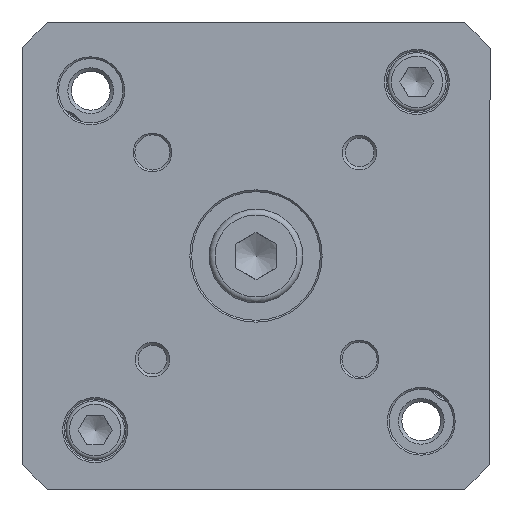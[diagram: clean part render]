
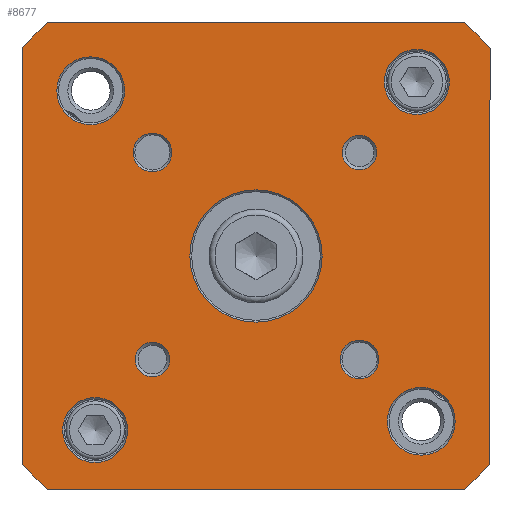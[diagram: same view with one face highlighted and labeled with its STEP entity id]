
A CAD part, front view. The second image highlights one B-rep face of the part: STEP entity #8677.
In plain terms, the highlighted planar face has unit normal (0, -1, 0).
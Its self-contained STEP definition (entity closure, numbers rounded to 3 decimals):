
#8499=CARTESIAN_POINT('',(-11.3,-111.55,0.));
#8500=VERTEX_POINT('',#8499);
#8501=CARTESIAN_POINT('',(0.,-111.55,0.));
#8502=DIRECTION('',(0.0,-1.0,0.0));
#8503=DIRECTION('',(1.0,0.0,0.0));
#8504=AXIS2_PLACEMENT_3D('',#8501,#8502,#8503);
#8505=CIRCLE('',#8504,11.3);
#8506=EDGE_CURVE('',#8500,#8500,#8505,.T.);
#8511=CARTESIAN_POINT('',(0.,-111.55,0.));
#8512=DIRECTION('',(0.0,-1.0,0.0));
#8513=DIRECTION('',(0.0,0.0,-1.0));
#8514=AXIS2_PLACEMENT_3D('',#8511,#8512,#8513);
#8515=PLANE('',#8514);
#8516=CARTESIAN_POINT('',(-40.,-111.55,35.528));
#8517=VERTEX_POINT('',#8516);
#8518=CARTESIAN_POINT('',(-35.528,-111.55,40.0));
#8519=VERTEX_POINT('',#8518);
#8520=CARTESIAN_POINT('',(0.,-111.55,0.));
#8521=DIRECTION('',(0.0,1.0,0.0));
#8522=DIRECTION('',(-0.664,0.0,0.748));
#8523=AXIS2_PLACEMENT_3D('',#8520,#8521,#8522);
#8524=CIRCLE('',#8523,53.5);
#8525=EDGE_CURVE('',#8517,#8519,#8524,.T.);
#8526=ORIENTED_EDGE('',*,*,#8525,.F.);
#8527=CARTESIAN_POINT('',(-40.,-111.55,-35.528));
#8528=VERTEX_POINT('',#8527);
#8529=CARTESIAN_POINT('',(-40.,-111.55,-35.528));
#8530=DIRECTION('',(0.0,0.0,1.0));
#8531=VECTOR('',#8530,71.056);
#8532=LINE('',#8529,#8531);
#8533=EDGE_CURVE('',#8528,#8517,#8532,.T.);
#8534=ORIENTED_EDGE('',*,*,#8533,.F.);
#8535=CARTESIAN_POINT('',(-35.528,-111.55,-40.));
#8536=VERTEX_POINT('',#8535);
#8537=CARTESIAN_POINT('',(0.,-111.55,0.));
#8538=DIRECTION('',(0.0,1.0,0.0));
#8539=DIRECTION('',(-0.748,0.0,-0.664));
#8540=AXIS2_PLACEMENT_3D('',#8537,#8538,#8539);
#8541=CIRCLE('',#8540,53.5);
#8542=EDGE_CURVE('',#8536,#8528,#8541,.T.);
#8543=ORIENTED_EDGE('',*,*,#8542,.F.);
#8544=CARTESIAN_POINT('',(35.528,-111.55,-40.));
#8545=VERTEX_POINT('',#8544);
#8546=CARTESIAN_POINT('',(35.528,-111.55,-40.));
#8547=DIRECTION('',(-1.0,0.0,0.0));
#8548=VECTOR('',#8547,71.056);
#8549=LINE('',#8546,#8548);
#8550=EDGE_CURVE('',#8545,#8536,#8549,.T.);
#8551=ORIENTED_EDGE('',*,*,#8550,.F.);
#8552=CARTESIAN_POINT('',(40.,-111.55,-35.528));
#8553=VERTEX_POINT('',#8552);
#8554=CARTESIAN_POINT('',(0.,-111.55,0.));
#8555=DIRECTION('',(0.0,1.0,0.0));
#8556=DIRECTION('',(0.664,0.0,-0.748));
#8557=AXIS2_PLACEMENT_3D('',#8554,#8555,#8556);
#8558=CIRCLE('',#8557,53.5);
#8559=EDGE_CURVE('',#8553,#8545,#8558,.T.);
#8560=ORIENTED_EDGE('',*,*,#8559,.F.);
#8561=CARTESIAN_POINT('',(40.,-111.55,35.528));
#8562=VERTEX_POINT('',#8561);
#8563=CARTESIAN_POINT('',(40.,-111.55,35.528));
#8564=DIRECTION('',(0.0,0.0,-1.0));
#8565=VECTOR('',#8564,71.056);
#8566=LINE('',#8563,#8565);
#8567=EDGE_CURVE('',#8562,#8553,#8566,.T.);
#8568=ORIENTED_EDGE('',*,*,#8567,.F.);
#8569=CARTESIAN_POINT('',(35.528,-111.55,40.));
#8570=VERTEX_POINT('',#8569);
#8571=CARTESIAN_POINT('',(0.,-111.55,0.));
#8572=DIRECTION('',(0.0,1.0,0.0));
#8573=DIRECTION('',(0.748,0.0,0.664));
#8574=AXIS2_PLACEMENT_3D('',#8571,#8572,#8573);
#8575=CIRCLE('',#8574,53.5);
#8576=EDGE_CURVE('',#8570,#8562,#8575,.T.);
#8577=ORIENTED_EDGE('',*,*,#8576,.F.);
#8578=CARTESIAN_POINT('',(-35.528,-111.55,40.0));
#8579=DIRECTION('',(1.0,0.0,0.0));
#8580=VECTOR('',#8579,71.056);
#8581=LINE('',#8578,#8580);
#8582=EDGE_CURVE('',#8519,#8570,#8581,.T.);
#8583=ORIENTED_EDGE('',*,*,#8582,.F.);
#8584=EDGE_LOOP('',(#8526,#8534,#8543,#8551,#8560,#8568,#8577,#8583));
#8585=FACE_OUTER_BOUND('',#8584,.T.);
#8586=CARTESIAN_POINT('',(-33.05,-111.55,-29.75));
#8587=VERTEX_POINT('',#8586);
#8588=CARTESIAN_POINT('',(-27.5,-111.55,-29.75));
#8589=DIRECTION('',(0.0,-1.0,0.0));
#8590=DIRECTION('',(1.0,0.0,0.0));
#8591=AXIS2_PLACEMENT_3D('',#8588,#8589,#8590);
#8592=CIRCLE('',#8591,5.55);
#8593=EDGE_CURVE('',#8587,#8587,#8592,.T.);
#8594=ORIENTED_EDGE('',*,*,#8593,.F.);
#8595=EDGE_LOOP('',(#8594));
#8596=FACE_BOUND('',#8595,.T.);
#8597=CARTESIAN_POINT('',(20.659,-111.55,17.7));
#8598=VERTEX_POINT('',#8597);
#8599=CARTESIAN_POINT('',(17.7,-111.55,17.7));
#8600=DIRECTION('',(0.0,-1.0,0.0));
#8601=DIRECTION('',(-1.0,0.0,0.0));
#8602=AXIS2_PLACEMENT_3D('',#8599,#8600,#8601);
#8603=CIRCLE('',#8602,2.959);
#8604=EDGE_CURVE('',#8598,#8598,#8603,.T.);
#8605=ORIENTED_EDGE('',*,*,#8604,.F.);
#8606=EDGE_LOOP('',(#8605));
#8607=FACE_BOUND('',#8606,.T.);
#8608=CARTESIAN_POINT('',(22.45,-111.55,-28.25));
#8609=VERTEX_POINT('',#8608);
#8610=CARTESIAN_POINT('',(28.25,-111.55,-28.25));
#8611=DIRECTION('',(0.0,-1.0,0.0));
#8612=DIRECTION('',(1.0,0.0,0.0));
#8613=AXIS2_PLACEMENT_3D('',#8610,#8611,#8612);
#8614=CIRCLE('',#8613,5.8);
#8615=EDGE_CURVE('',#8609,#8609,#8614,.T.);
#8616=ORIENTED_EDGE('',*,*,#8615,.F.);
#8617=EDGE_LOOP('',(#8616));
#8618=FACE_BOUND('',#8617,.T.);
#8619=CARTESIAN_POINT('',(14.4,-111.55,-17.7));
#8620=VERTEX_POINT('',#8619);
#8621=CARTESIAN_POINT('',(17.7,-111.55,-17.7));
#8622=DIRECTION('',(0.0,-1.0,0.0));
#8623=DIRECTION('',(1.0,0.0,0.0));
#8624=AXIS2_PLACEMENT_3D('',#8621,#8622,#8623);
#8625=CIRCLE('',#8624,3.3);
#8626=EDGE_CURVE('',#8620,#8620,#8625,.T.);
#8627=ORIENTED_EDGE('',*,*,#8626,.F.);
#8628=EDGE_LOOP('',(#8627));
#8629=FACE_BOUND('',#8628,.T.);
#8630=CARTESIAN_POINT('',(-21.0,-111.55,17.7));
#8631=VERTEX_POINT('',#8630);
#8632=CARTESIAN_POINT('',(-17.7,-111.55,17.7));
#8633=DIRECTION('',(0.0,-1.0,0.0));
#8634=DIRECTION('',(1.0,0.0,0.0));
#8635=AXIS2_PLACEMENT_3D('',#8632,#8633,#8634);
#8636=CIRCLE('',#8635,3.3);
#8637=EDGE_CURVE('',#8631,#8631,#8636,.T.);
#8638=ORIENTED_EDGE('',*,*,#8637,.F.);
#8639=EDGE_LOOP('',(#8638));
#8640=FACE_BOUND('',#8639,.T.);
#8641=CARTESIAN_POINT('',(-34.05,-111.55,28.25));
#8642=VERTEX_POINT('',#8641);
#8643=CARTESIAN_POINT('',(-28.25,-111.55,28.25));
#8644=DIRECTION('',(0.0,-1.0,0.0));
#8645=DIRECTION('',(1.0,0.0,0.0));
#8646=AXIS2_PLACEMENT_3D('',#8643,#8644,#8645);
#8647=CIRCLE('',#8646,5.8);
#8648=EDGE_CURVE('',#8642,#8642,#8647,.T.);
#8649=ORIENTED_EDGE('',*,*,#8648,.F.);
#8650=EDGE_LOOP('',(#8649));
#8651=FACE_BOUND('',#8650,.T.);
#8652=CARTESIAN_POINT('',(-14.742,-111.55,-17.7));
#8653=VERTEX_POINT('',#8652);
#8654=CARTESIAN_POINT('',(-17.7,-111.55,-17.7));
#8655=DIRECTION('',(0.0,-1.0,0.0));
#8656=DIRECTION('',(-1.0,0.0,0.0));
#8657=AXIS2_PLACEMENT_3D('',#8654,#8655,#8656);
#8658=CIRCLE('',#8657,2.958);
#8659=EDGE_CURVE('',#8653,#8653,#8658,.T.);
#8660=ORIENTED_EDGE('',*,*,#8659,.F.);
#8661=EDGE_LOOP('',(#8660));
#8662=FACE_BOUND('',#8661,.T.);
#8663=CARTESIAN_POINT('',(21.95,-111.55,29.75));
#8664=VERTEX_POINT('',#8663);
#8665=CARTESIAN_POINT('',(27.5,-111.55,29.75));
#8666=DIRECTION('',(0.0,-1.0,0.0));
#8667=DIRECTION('',(1.0,0.0,0.0));
#8668=AXIS2_PLACEMENT_3D('',#8665,#8666,#8667);
#8669=CIRCLE('',#8668,5.55);
#8670=EDGE_CURVE('',#8664,#8664,#8669,.T.);
#8671=ORIENTED_EDGE('',*,*,#8670,.F.);
#8672=EDGE_LOOP('',(#8671));
#8673=FACE_BOUND('',#8672,.T.);
#8674=ORIENTED_EDGE('',*,*,#8506,.F.);
#8675=EDGE_LOOP('',(#8674));
#8676=FACE_BOUND('',#8675,.T.);
#8677=ADVANCED_FACE('',(#8585,#8596,#8607,#8618,#8629,#8640,#8651,#8662,#8673,#8676),#8515,.T.);
